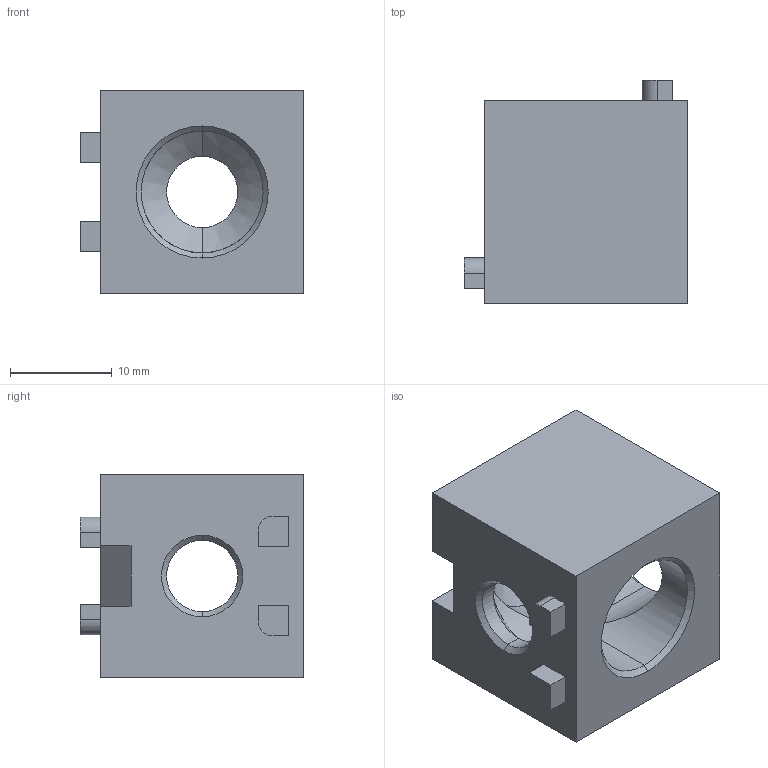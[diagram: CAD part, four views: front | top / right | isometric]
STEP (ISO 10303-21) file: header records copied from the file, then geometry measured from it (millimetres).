
FILE_DESCRIPTION (( 'STEP AP214' ), '1' );
FILE_NAME ('B842 2-õ ñòîðîííèé êóáè÷åñêèé ñîåäèíèòåëü 20õ20_D, ïàç 6.STEP', '2025-07-23T07:59:43', ( '' ), ( '' ), 'SwSTEP 2.0', 'SolidWorks 2025', '' );
FILE_SCHEMA (( 'AUTOMOTIVE_DESIGN' ));
Length unit declared in the file: millimetre
Products named in the file (1): B842 2-х сторонний кубический соединитель 20х20_D, паз 6
Bounding box: 22 x 22 x 20 mm (x, y, z)
Volume: 5114.6 mm3; surface area: 3061.9 mm2
Topology: 1 solids, 1 shells, 59 faces, 138 edges, 83 vertices
Faces by surface type: plane 29, cylinder 18, cone 12
Entity records: 1687 total; most frequent: CARTESIAN_POINT 302, DIRECTION 287, ORIENTED_EDGE 276, EDGE_CURVE 138, AXIS2_PLACEMENT_3D 96, LINE 95, VECTOR 95, VERTEX_POINT 83
